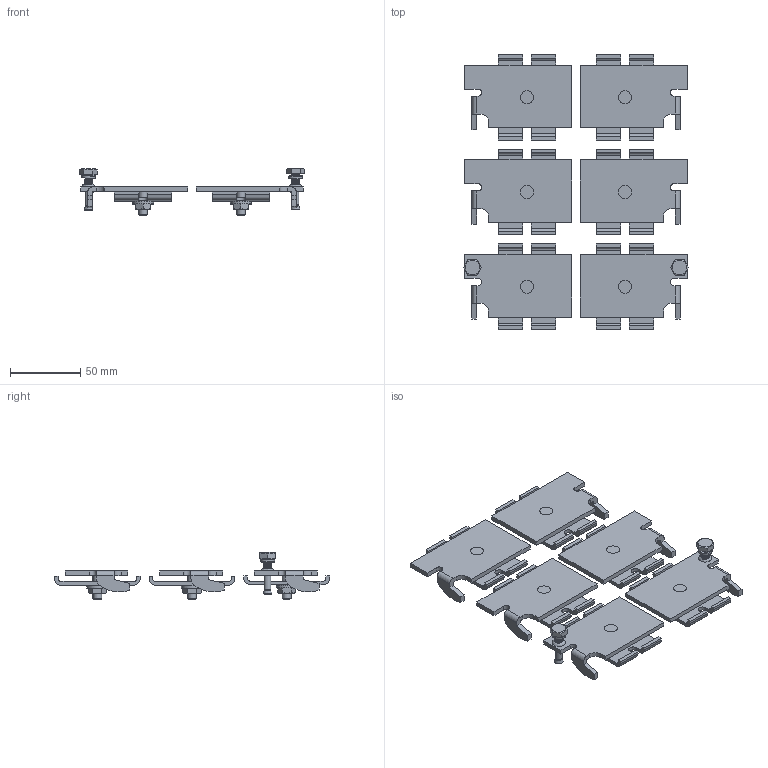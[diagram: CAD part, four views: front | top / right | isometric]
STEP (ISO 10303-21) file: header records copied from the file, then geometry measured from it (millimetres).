
FILE_DESCRIPTION (( 'STEP AP203' ), '1' );
FILE_NAME ('XGBC_Default.step', '2023-12-19T18:40:09', ( 'Windows User' ), ( 'AUTOMATION DIRECT' ), 'SwSTEP 2.0', 'SolidWorks 2023', '' );
FILE_SCHEMA (( 'CONFIG_CONTROL_DESIGN' ));
Length unit declared in the file: inch
Products named in the file (1): XGBC_Default
Bounding box: 160.41 x 196.11 x 34.13 mm (x, y, z)
Volume: 113047 mm3; surface area: 88802.8 mm2
Topology: 28 solids, 28 shells, 970 faces, 2682 edges, 1776 vertices
Faces by surface type: plane 690, cylinder 168, cone 82, bspline 30
Full cylindrical faces by diameter (mm): 4.763 x14, 5.105 x2, 5.791 x2, 6.159 x4, 6.16 x2, 6.35 x2, 6.426 x4, 10.922 x6, 15.081 x6
Entity records: 36533 total; most frequent: CARTESIAN_POINT 14093, ORIENTED_EDGE 5012, DIRECTION 4138, EDGE_CURVE 2506, VERTEX_POINT 1698, LINE 1556, VECTOR 1556, AXIS2_PLACEMENT_3D 1291
